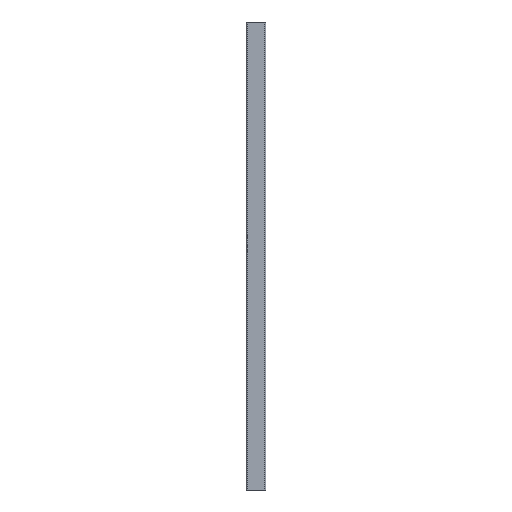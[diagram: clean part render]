
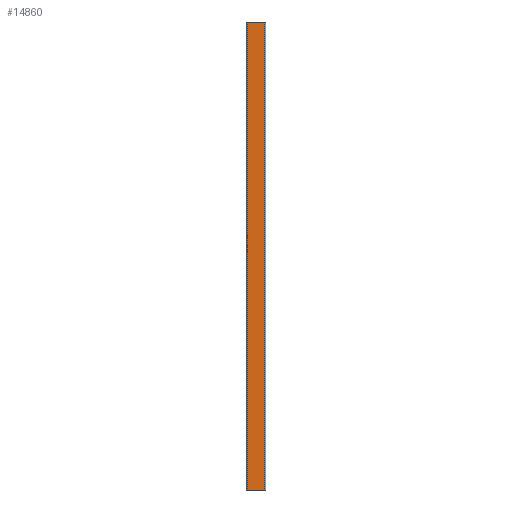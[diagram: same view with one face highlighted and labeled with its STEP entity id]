
A CAD part, left-side view. The second image highlights one B-rep face of the part: STEP entity #14860.
In plain terms, the highlighted planar face has unit normal (-1, 0, 0).
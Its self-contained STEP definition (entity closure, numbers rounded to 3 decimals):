
#217 = CARTESIAN_POINT ( 'NONE',  ( -12., 0.5, 192. ) ) ;
#483 = CARTESIAN_POINT ( 'NONE',  ( -12., 8., 192. ) ) ;
#626 = EDGE_CURVE ( 'NONE', #23900, #5209, #34557, .T. ) ;
#3629 = VERTEX_POINT ( 'NONE', #28047 ) ;
#5209 = VERTEX_POINT ( 'NONE', #29326 ) ;
#5219 = ORIENTED_EDGE ( 'NONE', *, *, #17268, .T. ) ;
#5495 = VECTOR ( 'NONE', #15055, 1000. ) ;
#6107 = DIRECTION ( 'NONE',  ( 1., 0., 0. ) ) ;
#6875 = VECTOR ( 'NONE', #28346, 1000. ) ;
#8896 = DIRECTION ( 'NONE',  ( 0., -1., 0. ) ) ;
#9061 = LINE ( 'NONE', #30643, #30012 ) ;
#14021 = DIRECTION ( 'NONE',  ( 0., 0., 1. ) ) ;
#14860 = ADVANCED_FACE ( 'NONE', ( #29371 ), #22522, .F. ) ;
#15055 = DIRECTION ( 'NONE',  ( 0., -1., 0. ) ) ;
#16736 = EDGE_LOOP ( 'NONE', ( #32979, #5219, #25966, #19943 ) ) ;
#17268 = EDGE_CURVE ( 'NONE', #3629, #5209, #26268, .T. ) ;
#19943 = ORIENTED_EDGE ( 'NONE', *, *, #21642, .T. ) ;
#21642 = EDGE_CURVE ( 'NONE', #23900, #24787, #28662, .T. ) ;
#22522 = PLANE ( 'NONE',  #26765 ) ;
#23900 = VERTEX_POINT ( 'NONE', #30204 ) ;
#24787 = VERTEX_POINT ( 'NONE', #30517 ) ;
#25260 = DIRECTION ( 'NONE',  ( 0., 0., -1. ) ) ;
#25433 = VECTOR ( 'NONE', #14021, 1000. ) ;
#25641 = CARTESIAN_POINT ( 'NONE',  ( -12., 7.5, 192. ) ) ;
#25966 = ORIENTED_EDGE ( 'NONE', *, *, #626, .F. ) ;
#26268 = LINE ( 'NONE', #217, #25433 ) ;
#26765 = AXIS2_PLACEMENT_3D ( 'NONE', #483, #6107, #25260 ) ;
#28047 = CARTESIAN_POINT ( 'NONE',  ( -12., 0.5, 0. ) ) ;
#28346 = DIRECTION ( 'NONE',  ( 0., 0., -1. ) ) ;
#28619 = CARTESIAN_POINT ( 'NONE',  ( -12., 8., 192. ) ) ;
#28662 = LINE ( 'NONE', #25641, #6875 ) ;
#29326 = CARTESIAN_POINT ( 'NONE',  ( -12., 0.5, 192. ) ) ;
#29371 = FACE_OUTER_BOUND ( 'NONE', #16736, .T. ) ;
#29656 = EDGE_CURVE ( 'NONE', #24787, #3629, #9061, .T. ) ;
#30012 = VECTOR ( 'NONE', #8896, 1000. ) ;
#30204 = CARTESIAN_POINT ( 'NONE',  ( -12., 7.5, 192. ) ) ;
#30517 = CARTESIAN_POINT ( 'NONE',  ( -12., 7.5, 0. ) ) ;
#30643 = CARTESIAN_POINT ( 'NONE',  ( -12., 8., 0. ) ) ;
#32979 = ORIENTED_EDGE ( 'NONE', *, *, #29656, .T. ) ;
#34557 = LINE ( 'NONE', #28619, #5495 ) ;
